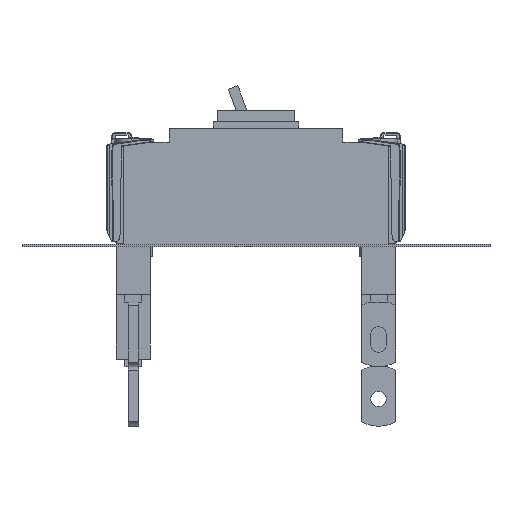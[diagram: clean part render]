
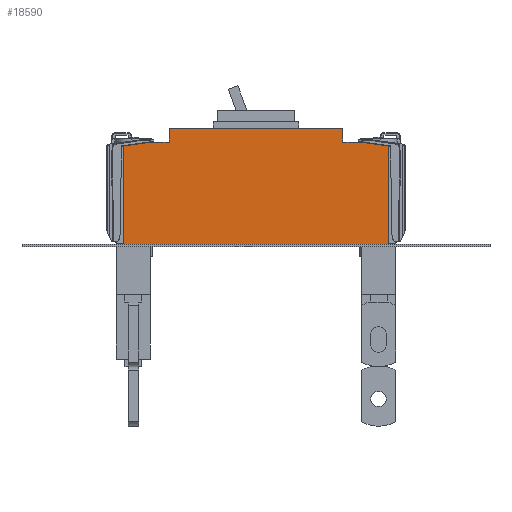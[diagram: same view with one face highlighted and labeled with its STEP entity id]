
A CAD part, left-side view. The second image highlights one B-rep face of the part: STEP entity #18590.
In plain terms, the highlighted planar face has unit normal (-1, 0, 0).
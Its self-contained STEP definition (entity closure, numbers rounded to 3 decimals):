
#16900=CARTESIAN_POINT('',(-2.5,431.318,0.));
#16910=DIRECTION('',(1.,-0.,0.));
#16920=DIRECTION('',(0.,0.,-1.));
#16930=AXIS2_PLACEMENT_3D('',#16900,#16910,#16920);
#16940=PLANE('',#16930);
#16950=CARTESIAN_POINT('',(-2.5,279.1,0.));
#16960=DIRECTION('',(0.,0.,-1.));
#16970=VECTOR('',#16960,1.);
#16980=LINE('',#16950,#16970);
#16990=CARTESIAN_POINT('',(-2.5,279.1,-4.));
#17000=VERTEX_POINT('',#16990);
#17010=CARTESIAN_POINT('',(-2.5,279.1,-12.));
#17020=VERTEX_POINT('',#17010);
#17030=EDGE_CURVE('',#17000,#17020,#16980,.T.);
#17040=ORIENTED_EDGE('',*,*,#17030,.F.);
#17050=CARTESIAN_POINT('',(-2.5,657.555,-12.));
#17060=DIRECTION('',(0.,1.,0.));
#17070=VECTOR('',#17060,1.);
#17080=LINE('',#17050,#17070);
#17090=CARTESIAN_POINT('',(-2.5,268.6,-12.));
#17100=VERTEX_POINT('',#17090);
#17110=EDGE_CURVE('',#17100,#17020,#17080,.T.);
#17120=ORIENTED_EDGE('',*,*,#17110,.T.);
#17130=CARTESIAN_POINT('',(-2.5,660.199,43.036
));
#17140=DIRECTION('',(0.,-0.99,-0.139));
#17150=VECTOR('',#17140,1.);
#17160=LINE('',#17130,#17150);
#17170=CARTESIAN_POINT('',(-2.5,252.053,
-14.325));
#17180=VERTEX_POINT('',#17170);
#17190=EDGE_CURVE('',#17100,#17180,#17160,.T.);
#17200=ORIENTED_EDGE('',*,*,#17190,.F.);
#17210=CARTESIAN_POINT('',(-2.5,252.016,0.));
#17220=DIRECTION('',(0.,0.003,-1.));
#17230=VECTOR('',#17220,1.);
#17240=LINE('',#17210,#17230);
#17250=CARTESIAN_POINT('',(-2.5,252.203,-71.5));
#17260=VERTEX_POINT('',#17250);
#17270=EDGE_CURVE('',#17180,#17260,#17240,.T.);
#17280=ORIENTED_EDGE('',*,*,#17270,.F.);
#17290=CARTESIAN_POINT('',(-2.5,0.,-71.5));
#17300=DIRECTION('',(0.,-1.,0.));
#17310=VECTOR('',#17300,1.);
#17320=LINE('',#17290,#17310);
#17330=CARTESIAN_POINT('',(-2.5,248.508,-71.5));
#17340=VERTEX_POINT('',#17330);
#17350=EDGE_CURVE('',#17260,#17340,#17320,.T.);
#17360=ORIENTED_EDGE('',*,*,#17350,.F.);
#17370=CARTESIAN_POINT('',(-2.5,248.508,-71.));
#17380=DIRECTION('',(1.,0.,0.));
#17390=DIRECTION('',(0.,0.,-1.));
#17400=AXIS2_PLACEMENT_3D('',#17370,#17380,#17390);
#17410=CIRCLE('',#17400,0.5);
#17420=CARTESIAN_POINT('',(-2.5,248.008,-71.005
));
#17430=VERTEX_POINT('',#17420);
#17440=EDGE_CURVE('',#17430,#17340,#17410,.T.);
#17450=ORIENTED_EDGE('',*,*,#17440,.T.);
#17460=CARTESIAN_POINT('',(-2.5,247.264,0.));
#17470=DIRECTION('',(0.,-0.01,1.));
#17480=VECTOR('',#17470,1.);
#17490=LINE('',#17460,#17480);
#17500=CARTESIAN_POINT('',(-2.5,248.003,
-70.5));
#17510=VERTEX_POINT('',#17500);
#17520=EDGE_CURVE('',#17430,#17510,#17490,.T.);
#17530=ORIENTED_EDGE('',*,*,#17520,.F.);
#17540=CARTESIAN_POINT('',(-2.5,0.,-70.5));
#17550=DIRECTION('',(0.,-1.,0.));
#17560=VECTOR('',#17550,1.);
#17570=LINE('',#17540,#17560);
#17580=CARTESIAN_POINT('',(-2.5,247.6,-70.5
));
#17590=VERTEX_POINT('',#17580);
#17600=EDGE_CURVE('',#17510,#17590,#17570,.T.);
#17610=ORIENTED_EDGE('',*,*,#17600,.F.);
#17620=CARTESIAN_POINT('',(-2.5,247.6,0.));
#17630=DIRECTION('',(0.,0.,1.));
#17640=VECTOR('',#17630,1.);
#17650=LINE('',#17620,#17640);
#17660=CARTESIAN_POINT('',(-2.5,247.6,-72.));
#17670=VERTEX_POINT('',#17660);
#17680=EDGE_CURVE('',#17670,#17590,#17650,.T.);
#17690=ORIENTED_EDGE('',*,*,#17680,.T.);
#17700=CARTESIAN_POINT('',(-2.5,657.555,
-72.));
#17710=DIRECTION('',(0.,-1.,0.));
#17720=VECTOR('',#17710,1.);
#17730=LINE('',#17700,#17720);
#17740=CARTESIAN_POINT('',(-2.5,412.6,-72.));
#17750=VERTEX_POINT('',#17740);
#17760=EDGE_CURVE('',#17750,#17670,#17730,.T.);
#17770=ORIENTED_EDGE('',*,*,#17760,.T.);
#17780=CARTESIAN_POINT('',(-2.5,412.6,0.));
#17790=DIRECTION('',(0.,0.,1.));
#17800=VECTOR('',#17790,1.);
#17810=LINE('',#17780,#17800);
#17820=CARTESIAN_POINT('',(-2.5,412.6,-70.5
));
#17830=VERTEX_POINT('',#17820);
#17840=EDGE_CURVE('',#17750,#17830,#17810,.T.);
#17850=ORIENTED_EDGE('',*,*,#17840,.F.);
#17860=CARTESIAN_POINT('',(-2.5,0.,-70.5));
#17870=DIRECTION('',(0.,-1.,0.));
#17880=VECTOR('',#17870,1.);
#17890=LINE('',#17860,#17880);
#17900=CARTESIAN_POINT('',(-2.5,412.196,
-70.5));
#17910=VERTEX_POINT('',#17900);
#17920=EDGE_CURVE('',#17830,#17910,#17890,.T.);
#17930=ORIENTED_EDGE('',*,*,#17920,.F.);
#17940=CARTESIAN_POINT('',(-2.5,412.935,0.));
#17950=DIRECTION('',(0.,-0.01,-1.));
#17960=VECTOR('',#17950,1.);
#17970=LINE('',#17940,#17960);
#17980=CARTESIAN_POINT('',(-2.5,412.191,
-71.005));
#17990=VERTEX_POINT('',#17980);
#18000=EDGE_CURVE('',#17910,#17990,#17970,.T.);
#18010=ORIENTED_EDGE('',*,*,#18000,.F.);
#18020=CARTESIAN_POINT('',(-2.5,411.691,-71.));
#18030=DIRECTION('',(1.,0.,0.));
#18040=DIRECTION('',(0.,0.,-1.));
#18050=AXIS2_PLACEMENT_3D('',#18020,#18030,#18040);
#18060=CIRCLE('',#18050,0.5);
#18070=CARTESIAN_POINT('',(-2.5,411.691,-71.5));
#18080=VERTEX_POINT('',#18070);
#18090=EDGE_CURVE('',#18080,#17990,#18060,.T.);
#18100=ORIENTED_EDGE('',*,*,#18090,.T.);
#18110=CARTESIAN_POINT('',(-2.5,0.,-71.5));
#18120=DIRECTION('',(0.,-1.,0.));
#18130=VECTOR('',#18120,1.);
#18140=LINE('',#18110,#18130);
#18150=CARTESIAN_POINT('',(-2.5,407.996,-71.5));
#18160=VERTEX_POINT('',#18150);
#18170=EDGE_CURVE('',#18080,#18160,#18140,.T.);
#18180=ORIENTED_EDGE('',*,*,#18170,.F.);
#18190=CARTESIAN_POINT('',(-2.5,408.183,0.));
#18200=DIRECTION('',(0.,0.003,1.));
#18210=VECTOR('',#18200,1.);
#18220=LINE('',#18190,#18210);
#18230=CARTESIAN_POINT('',(-2.5,408.146,
-14.325));
#18240=VERTEX_POINT('',#18230);
#18250=EDGE_CURVE('',#18160,#18240,#18220,.T.);
#18260=ORIENTED_EDGE('',*,*,#18250,.F.);
#18270=CARTESIAN_POINT('',(-2.5,0.,43.036));
#18280=DIRECTION('',(0.,0.99,-0.139));
#18290=VECTOR('',#18280,1.);
#18300=LINE('',#18270,#18290);
#18310=CARTESIAN_POINT('',(-2.5,391.6,-12.));
#18320=VERTEX_POINT('',#18310);
#18330=EDGE_CURVE('',#18320,#18240,#18300,.T.);
#18340=ORIENTED_EDGE('',*,*,#18330,.T.);
#18350=CARTESIAN_POINT('',(-2.5,2.644,-12.));
#18360=DIRECTION('',(0.,-1.,0.));
#18370=VECTOR('',#18360,1.);
#18380=LINE('',#18350,#18370);
#18390=CARTESIAN_POINT('',(-2.5,381.1,-12.));
#18400=VERTEX_POINT('',#18390);
#18410=EDGE_CURVE('',#18320,#18400,#18380,.T.);
#18420=ORIENTED_EDGE('',*,*,#18410,.F.);
#18430=CARTESIAN_POINT('',(-2.5,381.1,0.));
#18440=DIRECTION('',(0.,0.,-1.));
#18450=VECTOR('',#18440,1.);
#18460=LINE('',#18430,#18450);
#18470=CARTESIAN_POINT('',(-2.5,381.1,-4.));
#18480=VERTEX_POINT('',#18470);
#18490=EDGE_CURVE('',#18480,#18400,#18460,.T.);
#18500=ORIENTED_EDGE('',*,*,#18490,.T.);
#18510=CARTESIAN_POINT('',(-2.5,0.,-4.));
#18520=DIRECTION('',(0.,1.,0.));
#18530=VECTOR('',#18520,1.);
#18540=LINE('',#18510,#18530);
#18550=EDGE_CURVE('',#17000,#18480,#18540,.T.);
#18560=ORIENTED_EDGE('',*,*,#18550,.T.);
#18570=EDGE_LOOP('',(#18560,#18500,#18420,#18340,#18260,#18180,#18100,
#18010,#17930,#17850,#17770,#17690,#17610,#17530,#17450,#17360,#17280,
#17200,#17120,#17040));
#18580=FACE_OUTER_BOUND('',#18570,.T.);
#18590=ADVANCED_FACE('',(#18580),#16940,.F.);
